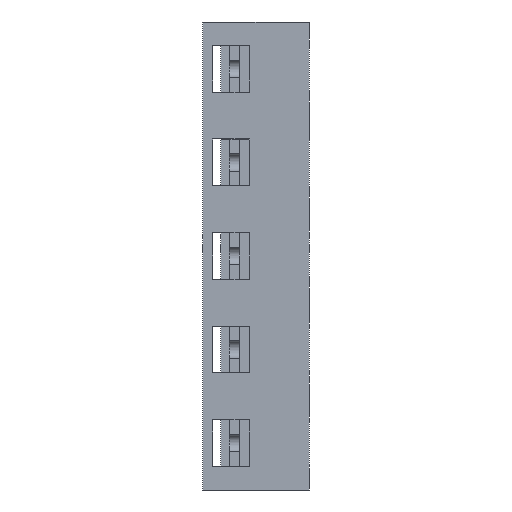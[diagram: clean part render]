
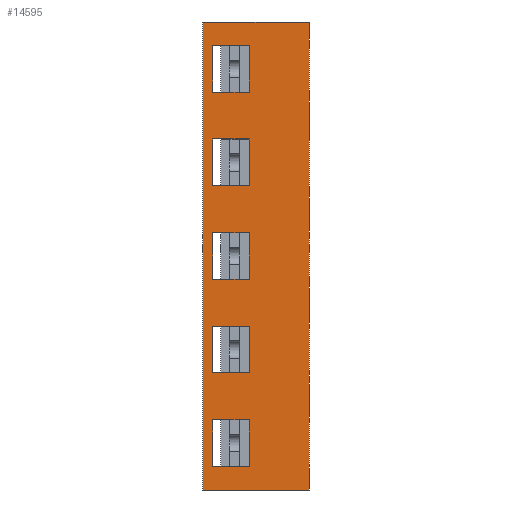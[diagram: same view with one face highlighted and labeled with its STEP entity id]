
A CAD part, left-side view. The second image highlights one B-rep face of the part: STEP entity #14595.
In plain terms, the highlighted planar face has unit normal (-1, 0, 0).
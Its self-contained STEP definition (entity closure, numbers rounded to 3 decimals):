
#17=DIRECTION('',(0.,-1.,0.));
#18=VECTOR('',#17,16.);
#19=CARTESIAN_POINT('',(-17.5,12.5,2016.));
#20=LINE('',#19,#18);
#705=DIRECTION('',(0.,-1.,0.));
#706=VECTOR('',#705,16.);
#707=CARTESIAN_POINT('',(-17.5,12.5,1946.));
#708=LINE('',#707,#706);
#709=DIRECTION('',(0.,0.,1.));
#710=VECTOR('',#709,70.);
#711=CARTESIAN_POINT('',(-17.5,12.5,1946.));
#712=LINE('',#711,#710);
#713=DIRECTION('',(0.,-1.,0.));
#714=VECTOR('',#713,5.5);
#715=CARTESIAN_POINT('',(-17.5,11.,2005.5));
#716=LINE('',#715,#714);
#717=DIRECTION('',(0.,0.,1.));
#718=VECTOR('',#717,7.);
#719=CARTESIAN_POINT('',(-17.5,5.5,2005.5));
#720=LINE('',#719,#718);
#721=DIRECTION('',(0.,1.,0.));
#722=VECTOR('',#721,5.5);
#723=CARTESIAN_POINT('',(-17.5,5.5,2012.5));
#724=LINE('',#723,#722);
#725=DIRECTION('',(0.,0.,-1.));
#726=VECTOR('',#725,7.);
#727=CARTESIAN_POINT('',(-17.5,11.,2012.5));
#728=LINE('',#727,#726);
#729=DIRECTION('',(0.,-1.,0.));
#730=VECTOR('',#729,5.5);
#731=CARTESIAN_POINT('',(-17.5,11.,1991.5));
#732=LINE('',#731,#730);
#733=DIRECTION('',(0.,0.,1.));
#734=VECTOR('',#733,7.);
#735=CARTESIAN_POINT('',(-17.5,5.5,1991.5));
#736=LINE('',#735,#734);
#737=DIRECTION('',(0.,1.,0.));
#738=VECTOR('',#737,5.5);
#739=CARTESIAN_POINT('',(-17.5,5.5,1998.5));
#740=LINE('',#739,#738);
#741=DIRECTION('',(0.,0.,-1.));
#742=VECTOR('',#741,7.);
#743=CARTESIAN_POINT('',(-17.5,11.,1998.5));
#744=LINE('',#743,#742);
#745=DIRECTION('',(0.,-1.,0.));
#746=VECTOR('',#745,5.5);
#747=CARTESIAN_POINT('',(-17.5,11.,1977.5));
#748=LINE('',#747,#746);
#749=DIRECTION('',(0.,0.,1.));
#750=VECTOR('',#749,7.);
#751=CARTESIAN_POINT('',(-17.5,5.5,1977.5));
#752=LINE('',#751,#750);
#753=DIRECTION('',(0.,1.,0.));
#754=VECTOR('',#753,5.5);
#755=CARTESIAN_POINT('',(-17.5,5.5,1984.5));
#756=LINE('',#755,#754);
#757=DIRECTION('',(0.,0.,-1.));
#758=VECTOR('',#757,7.);
#759=CARTESIAN_POINT('',(-17.5,11.,1984.5));
#760=LINE('',#759,#758);
#761=DIRECTION('',(0.,-1.,0.));
#762=VECTOR('',#761,5.5);
#763=CARTESIAN_POINT('',(-17.5,11.,1963.5));
#764=LINE('',#763,#762);
#765=DIRECTION('',(0.,0.,1.));
#766=VECTOR('',#765,7.);
#767=CARTESIAN_POINT('',(-17.5,5.5,1963.5));
#768=LINE('',#767,#766);
#769=DIRECTION('',(0.,1.,0.));
#770=VECTOR('',#769,5.5);
#771=CARTESIAN_POINT('',(-17.5,5.5,1970.5));
#772=LINE('',#771,#770);
#773=DIRECTION('',(0.,0.,-1.));
#774=VECTOR('',#773,7.);
#775=CARTESIAN_POINT('',(-17.5,11.,1970.5));
#776=LINE('',#775,#774);
#777=DIRECTION('',(0.,-1.,0.));
#778=VECTOR('',#777,5.5);
#779=CARTESIAN_POINT('',(-17.5,11.,1949.5));
#780=LINE('',#779,#778);
#781=DIRECTION('',(0.,0.,1.));
#782=VECTOR('',#781,7.);
#783=CARTESIAN_POINT('',(-17.5,5.5,1949.5));
#784=LINE('',#783,#782);
#785=DIRECTION('',(0.,1.,0.));
#786=VECTOR('',#785,5.5);
#787=CARTESIAN_POINT('',(-17.5,5.5,1956.5));
#788=LINE('',#787,#786);
#789=DIRECTION('',(0.,0.,-1.));
#790=VECTOR('',#789,7.);
#791=CARTESIAN_POINT('',(-17.5,11.,1956.5));
#792=LINE('',#791,#790);
#813=DIRECTION('',(0.,0.,1.));
#814=VECTOR('',#813,70.);
#815=CARTESIAN_POINT('',(-17.5,-3.5,1946.));
#816=LINE('',#815,#814);
#11515=CARTESIAN_POINT('',(-17.5,12.5,2016.));
#11516=VERTEX_POINT('',#11515);
#11517=CARTESIAN_POINT('',(-17.5,-3.5,2016.));
#11518=VERTEX_POINT('',#11517);
#11855=CARTESIAN_POINT('',(-17.5,12.5,1946.));
#11856=VERTEX_POINT('',#11855);
#11857=CARTESIAN_POINT('',(-17.5,-3.5,1946.));
#11858=VERTEX_POINT('',#11857);
#12029=CARTESIAN_POINT('',(-17.5,11.,2005.5));
#12030=CARTESIAN_POINT('',(-17.5,5.5,2005.5));
#12031=VERTEX_POINT('',#12029);
#12032=VERTEX_POINT('',#12030);
#12033=CARTESIAN_POINT('',(-17.5,5.5,2012.5));
#12034=VERTEX_POINT('',#12033);
#12035=CARTESIAN_POINT('',(-17.5,11.,2012.5));
#12036=VERTEX_POINT('',#12035);
#12045=CARTESIAN_POINT('',(-17.5,11.,1991.5));
#12046=CARTESIAN_POINT('',(-17.5,5.5,1991.5));
#12047=VERTEX_POINT('',#12045);
#12048=VERTEX_POINT('',#12046);
#12049=CARTESIAN_POINT('',(-17.5,5.5,1998.5));
#12050=VERTEX_POINT('',#12049);
#12051=CARTESIAN_POINT('',(-17.5,11.,1998.5));
#12052=VERTEX_POINT('',#12051);
#12061=CARTESIAN_POINT('',(-17.5,11.,1977.5));
#12062=CARTESIAN_POINT('',(-17.5,5.5,1977.5));
#12063=VERTEX_POINT('',#12061);
#12064=VERTEX_POINT('',#12062);
#12065=CARTESIAN_POINT('',(-17.5,5.5,1984.5));
#12066=VERTEX_POINT('',#12065);
#12067=CARTESIAN_POINT('',(-17.5,11.,1984.5));
#12068=VERTEX_POINT('',#12067);
#12077=CARTESIAN_POINT('',(-17.5,11.,1963.5));
#12078=CARTESIAN_POINT('',(-17.5,5.5,1963.5));
#12079=VERTEX_POINT('',#12077);
#12080=VERTEX_POINT('',#12078);
#12081=CARTESIAN_POINT('',(-17.5,5.5,1970.5));
#12082=VERTEX_POINT('',#12081);
#12083=CARTESIAN_POINT('',(-17.5,11.,1970.5));
#12084=VERTEX_POINT('',#12083);
#12093=CARTESIAN_POINT('',(-17.5,11.,1949.5));
#12094=CARTESIAN_POINT('',(-17.5,5.5,1949.5));
#12095=VERTEX_POINT('',#12093);
#12096=VERTEX_POINT('',#12094);
#12097=CARTESIAN_POINT('',(-17.5,5.5,1956.5));
#12098=VERTEX_POINT('',#12097);
#12099=CARTESIAN_POINT('',(-17.5,11.,1956.5));
#12100=VERTEX_POINT('',#12099);
#14540=CARTESIAN_POINT('',(-17.5,12.5,0.));
#14541=DIRECTION('',(-1.,0.,0.));
#14542=DIRECTION('',(0.,-1.,0.));
#14543=AXIS2_PLACEMENT_3D('',#14540,#14541,#14542);
#14544=PLANE('',#14543);
#14545=ORIENTED_EDGE('',*,*,#14385,.F.);
#14547=ORIENTED_EDGE('',*,*,#14546,.T.);
#14548=ORIENTED_EDGE('',*,*,#13902,.T.);
#14550=ORIENTED_EDGE('',*,*,#14549,.F.);
#14551=EDGE_LOOP('',(#14545,#14547,#14548,#14550));
#14552=FACE_OUTER_BOUND('',#14551,.F.);
#14554=ORIENTED_EDGE('',*,*,#14553,.T.);
#14556=ORIENTED_EDGE('',*,*,#14555,.T.);
#14558=ORIENTED_EDGE('',*,*,#14557,.T.);
#14559=ORIENTED_EDGE('',*,*,#14488,.T.);
#14560=EDGE_LOOP('',(#14554,#14556,#14558,#14559));
#14561=FACE_BOUND('',#14560,.F.);
#14563=ORIENTED_EDGE('',*,*,#14562,.T.);
#14565=ORIENTED_EDGE('',*,*,#14564,.T.);
#14567=ORIENTED_EDGE('',*,*,#14566,.T.);
#14568=ORIENTED_EDGE('',*,*,#14481,.T.);
#14569=EDGE_LOOP('',(#14563,#14565,#14567,#14568));
#14570=FACE_BOUND('',#14569,.F.);
#14572=ORIENTED_EDGE('',*,*,#14571,.T.);
#14574=ORIENTED_EDGE('',*,*,#14573,.T.);
#14576=ORIENTED_EDGE('',*,*,#14575,.T.);
#14577=ORIENTED_EDGE('',*,*,#14474,.T.);
#14578=EDGE_LOOP('',(#14572,#14574,#14576,#14577));
#14579=FACE_BOUND('',#14578,.F.);
#14581=ORIENTED_EDGE('',*,*,#14580,.T.);
#14583=ORIENTED_EDGE('',*,*,#14582,.T.);
#14585=ORIENTED_EDGE('',*,*,#14584,.T.);
#14586=ORIENTED_EDGE('',*,*,#14467,.T.);
#14587=EDGE_LOOP('',(#14581,#14583,#14585,#14586));
#14588=FACE_BOUND('',#14587,.F.);
#14589=ORIENTED_EDGE('',*,*,#14507,.T.);
#14590=ORIENTED_EDGE('',*,*,#14521,.T.);
#14591=ORIENTED_EDGE('',*,*,#14534,.T.);
#14592=ORIENTED_EDGE('',*,*,#14460,.T.);
#14593=EDGE_LOOP('',(#14589,#14590,#14591,#14592));
#14594=FACE_BOUND('',#14593,.F.);
#14595=ADVANCED_FACE('',(#14552,#14561,#14570,#14579,#14588,#14594),#14544,.T.);
#13902=EDGE_CURVE('',#11516,#11518,#20,.T.);
#14385=EDGE_CURVE('',#11856,#11858,#708,.T.);
#14460=EDGE_CURVE('',#12100,#12095,#792,.T.);
#14467=EDGE_CURVE('',#12084,#12079,#776,.T.);
#14474=EDGE_CURVE('',#12068,#12063,#760,.T.);
#14481=EDGE_CURVE('',#12052,#12047,#744,.T.);
#14488=EDGE_CURVE('',#12036,#12031,#728,.T.);
#14507=EDGE_CURVE('',#12095,#12096,#780,.T.);
#14521=EDGE_CURVE('',#12096,#12098,#784,.T.);
#14534=EDGE_CURVE('',#12098,#12100,#788,.T.);
#14546=EDGE_CURVE('',#11856,#11516,#712,.T.);
#14549=EDGE_CURVE('',#11858,#11518,#816,.T.);
#14553=EDGE_CURVE('',#12031,#12032,#716,.T.);
#14555=EDGE_CURVE('',#12032,#12034,#720,.T.);
#14557=EDGE_CURVE('',#12034,#12036,#724,.T.);
#14562=EDGE_CURVE('',#12047,#12048,#732,.T.);
#14564=EDGE_CURVE('',#12048,#12050,#736,.T.);
#14566=EDGE_CURVE('',#12050,#12052,#740,.T.);
#14571=EDGE_CURVE('',#12063,#12064,#748,.T.);
#14573=EDGE_CURVE('',#12064,#12066,#752,.T.);
#14575=EDGE_CURVE('',#12066,#12068,#756,.T.);
#14580=EDGE_CURVE('',#12079,#12080,#764,.T.);
#14582=EDGE_CURVE('',#12080,#12082,#768,.T.);
#14584=EDGE_CURVE('',#12082,#12084,#772,.T.);
